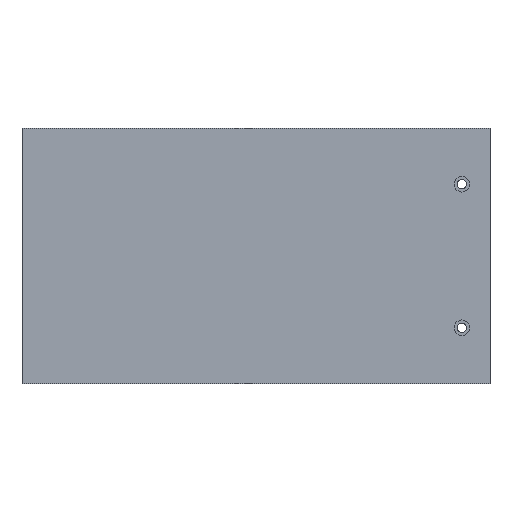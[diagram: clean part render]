
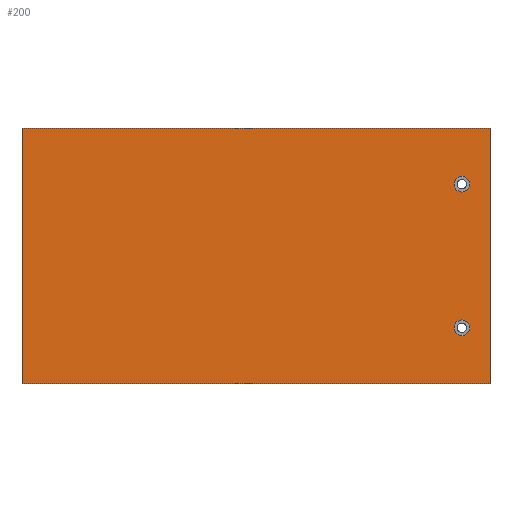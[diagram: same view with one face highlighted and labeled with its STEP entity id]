
A CAD part, left-side view. The second image highlights one B-rep face of the part: STEP entity #200.
In plain terms, the highlighted planar face has unit normal (-1, 0, 0).
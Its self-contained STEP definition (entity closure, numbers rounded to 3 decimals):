
#19=FACE_BOUND('',#55,.T.);
#20=FACE_BOUND('',#56,.T.);
#26=PLANE('',#234);
#38=FACE_OUTER_BOUND('',#54,.T.);
#54=EDGE_LOOP('',(#173,#174,#175,#176));
#55=EDGE_LOOP('',(#177));
#56=EDGE_LOOP('',(#178));
#64=LINE('',#327,#80);
#72=LINE('',#342,#88);
#73=LINE('',#344,#89);
#74=LINE('',#345,#90);
#80=VECTOR('',#274,10.);
#88=VECTOR('',#286,10.);
#89=VECTOR('',#289,10.);
#90=VECTOR('',#290,10.);
#91=CIRCLE('',#218,2.5);
#94=CIRCLE('',#223,2.5);
#99=VERTEX_POINT('',#297);
#102=VERTEX_POINT('',#306);
#108=VERTEX_POINT('',#324);
#109=VERTEX_POINT('',#326);
#113=VERTEX_POINT('',#338);
#114=VERTEX_POINT('',#340);
#115=EDGE_CURVE('',#99,#99,#91,.T.);
#119=EDGE_CURVE('',#102,#102,#94,.T.);
#128=EDGE_CURVE('',#108,#109,#64,.T.);
#136=EDGE_CURVE('',#113,#114,#72,.T.);
#137=EDGE_CURVE('',#108,#113,#73,.T.);
#138=EDGE_CURVE('',#109,#114,#74,.T.);
#173=ORIENTED_EDGE('',*,*,#137,.T.);
#174=ORIENTED_EDGE('',*,*,#136,.T.);
#175=ORIENTED_EDGE('',*,*,#138,.F.);
#176=ORIENTED_EDGE('',*,*,#128,.F.);
#177=ORIENTED_EDGE('',*,*,#115,.T.);
#178=ORIENTED_EDGE('',*,*,#119,.T.);
#200=ADVANCED_FACE('',(#38,#19,#20),#26,.T.);
#218=AXIS2_PLACEMENT_3D('',#298,#241,#242);
#223=AXIS2_PLACEMENT_3D('',#307,#252,#253);
#234=AXIS2_PLACEMENT_3D('',#343,#287,#288);
#241=DIRECTION('center_axis',(1.,0.,0.));
#242=DIRECTION('ref_axis',(0.,1.,0.));
#252=DIRECTION('center_axis',(1.,0.,0.));
#253=DIRECTION('ref_axis',(0.,1.,0.));
#274=DIRECTION('',(0.,1.,0.));
#286=DIRECTION('',(0.,1.,0.));
#287=DIRECTION('center_axis',(-1.,0.,0.));
#288=DIRECTION('ref_axis',(0.,0.,1.));
#289=DIRECTION('',(0.,0.,1.));
#290=DIRECTION('',(0.,0.,1.));
#297=CARTESIAN_POINT('',(-300.,6.5,-23.));
#298=CARTESIAN_POINT('Origin',(-300.,9.,-23.));
#306=CARTESIAN_POINT('',(-300.,6.5,23.));
#307=CARTESIAN_POINT('Origin',(-300.,9.,23.));
#324=CARTESIAN_POINT('',(-300.,0.,-41.));
#326=CARTESIAN_POINT('',(-300.,150.,-41.));
#327=CARTESIAN_POINT('',(-300.,0.,-41.));
#338=CARTESIAN_POINT('',(-300.,0.,41.));
#340=CARTESIAN_POINT('',(-300.,150.,41.));
#342=CARTESIAN_POINT('',(-300.,0.,41.));
#343=CARTESIAN_POINT('Origin',(-300.,0.,-41.));
#344=CARTESIAN_POINT('',(-300.,0.,-41.));
#345=CARTESIAN_POINT('',(-300.,150.,-41.));
